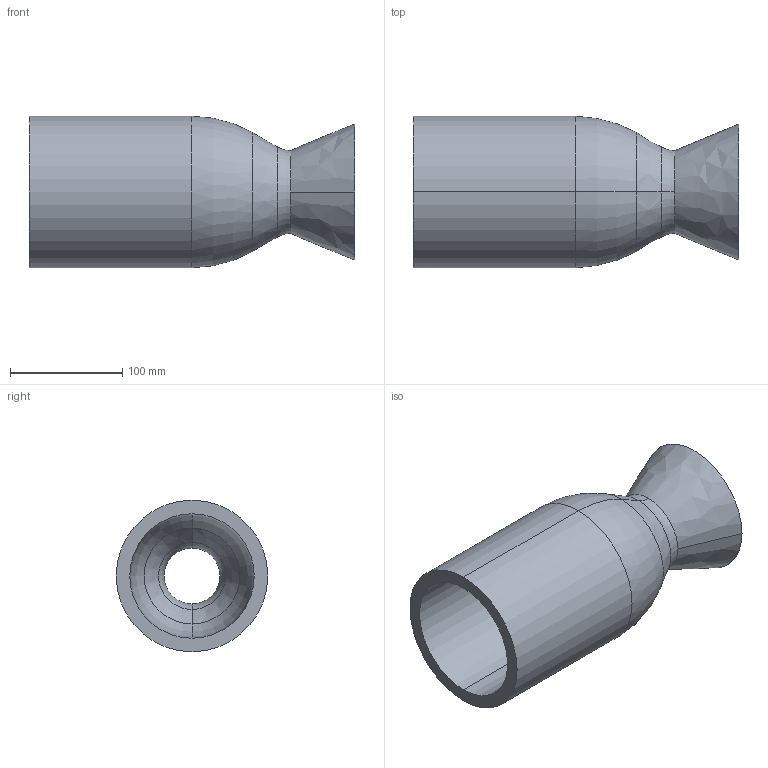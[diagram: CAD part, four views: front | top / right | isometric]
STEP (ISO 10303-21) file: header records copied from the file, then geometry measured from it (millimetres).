
FILE_DESCRIPTION (( 'STEP AP214' ), '1' );
FILE_NAME ('inner_chamber_stock.STEP', '2021-11-16T23:58:23', ( '' ), ( '' ), 'SwSTEP 2.0', 'SolidWorks 2021', '' );
FILE_SCHEMA (( 'AUTOMOTIVE_DESIGN' ));
Length unit declared in the file: millimetre
Products named in the file (1): inner_chamber_stock
Bounding box: 290.49 x 135 x 135 mm (x, y, z)
Volume: 1217955.2 mm3; surface area: 212005.2 mm2
Topology: 1 solids, 1 shells, 24 faces, 52 edges, 30 vertices
Faces by surface type: torus 10, bspline 4, cone 4, cylinder 4, plane 2
Entity records: 780 total; most frequent: CARTESIAN_POINT 209, DIRECTION 130, ORIENTED_EDGE 104, AXIS2_PLACEMENT_3D 61, EDGE_CURVE 52, CIRCLE 40, VERTEX_POINT 30, EDGE_LOOP 26
